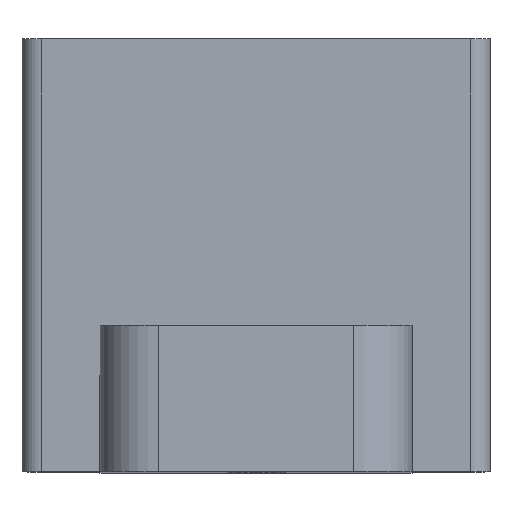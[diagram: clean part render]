
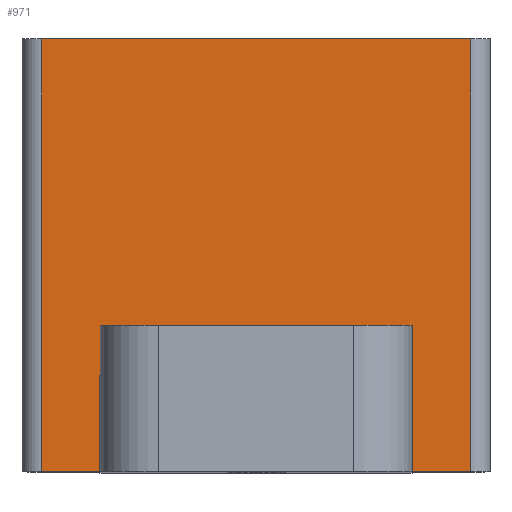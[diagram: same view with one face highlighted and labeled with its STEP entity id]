
A CAD part, top view. The second image highlights one B-rep face of the part: STEP entity #971.
In plain terms, the highlighted planar face has unit normal (0, 0, 1).
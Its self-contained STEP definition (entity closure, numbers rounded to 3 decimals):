
#27=PLANE('',#1050);
#73=FACE_OUTER_BOUND('',#128,.T.);
#128=EDGE_LOOP('',(#702,#703,#704,#705,#706,#707,#708,#709));
#187=LINE('',#1401,#307);
#192=LINE('',#1415,#312);
#195=LINE('',#1420,#315);
#196=LINE('',#1423,#316);
#197=LINE('',#1425,#317);
#198=LINE('',#1427,#318);
#199=LINE('',#1429,#319);
#200=LINE('',#1430,#320);
#307=VECTOR('',#1129,10.);
#312=VECTOR('',#1144,10.);
#315=VECTOR('',#1149,10.);
#316=VECTOR('',#1152,10.);
#317=VECTOR('',#1153,10.);
#318=VECTOR('',#1154,10.);
#319=VECTOR('',#1155,10.);
#320=VECTOR('',#1156,10.);
#449=VERTEX_POINT('',#1398);
#450=VERTEX_POINT('',#1400);
#454=VERTEX_POINT('',#1414);
#455=VERTEX_POINT('',#1418);
#456=VERTEX_POINT('',#1422);
#457=VERTEX_POINT('',#1424);
#458=VERTEX_POINT('',#1426);
#459=VERTEX_POINT('',#1428);
#542=EDGE_CURVE('',#450,#449,#187,.T.);
#549=EDGE_CURVE('',#454,#450,#192,.T.);
#552=EDGE_CURVE('',#449,#455,#195,.T.);
#553=EDGE_CURVE('',#455,#456,#196,.T.);
#554=EDGE_CURVE('',#457,#456,#197,.T.);
#555=EDGE_CURVE('',#458,#457,#198,.T.);
#556=EDGE_CURVE('',#459,#458,#199,.T.);
#557=EDGE_CURVE('',#459,#454,#200,.T.);
#702=ORIENTED_EDGE('',*,*,#542,.T.);
#703=ORIENTED_EDGE('',*,*,#552,.T.);
#704=ORIENTED_EDGE('',*,*,#553,.T.);
#705=ORIENTED_EDGE('',*,*,#554,.F.);
#706=ORIENTED_EDGE('',*,*,#555,.F.);
#707=ORIENTED_EDGE('',*,*,#556,.F.);
#708=ORIENTED_EDGE('',*,*,#557,.T.);
#709=ORIENTED_EDGE('',*,*,#549,.T.);
#971=ADVANCED_FACE('',(#73),#27,.T.);
#1050=AXIS2_PLACEMENT_3D('',#1421,#1150,#1151);
#1129=DIRECTION('',(1.,0.,0.));
#1144=DIRECTION('',(0.,1.,0.));
#1149=DIRECTION('',(0.,-1.,0.));
#1150=DIRECTION('center_axis',(0.,0.,1.));
#1151=DIRECTION('ref_axis',(1.,0.,0.));
#1152=DIRECTION('',(1.,0.,0.));
#1153=DIRECTION('',(0.,-1.,0.));
#1154=DIRECTION('',(1.,0.,0.));
#1155=DIRECTION('',(0.,1.,0.));
#1156=DIRECTION('',(1.,0.,0.));
#1398=CARTESIAN_POINT('',(32.379,6.5,17.579));
#1400=CARTESIAN_POINT('',(16.379,6.5,17.579));
#1401=CARTESIAN_POINT('',(22.379,6.5,17.579));
#1414=CARTESIAN_POINT('',(16.379,-1.,17.579));
#1415=CARTESIAN_POINT('',(16.379,3.25,17.579));
#1418=CARTESIAN_POINT('',(32.379,-1.,17.579));
#1420=CARTESIAN_POINT('',(32.379,-1.25,17.579));
#1421=CARTESIAN_POINT('Origin',(12.379,0.,17.579));
#1422=CARTESIAN_POINT('',(35.379,-1.,17.579));
#1423=CARTESIAN_POINT('',(18.379,-1.,17.579));
#1424=CARTESIAN_POINT('',(35.379,21.2,17.579));
#1425=CARTESIAN_POINT('',(35.379,0.,17.579));
#1426=CARTESIAN_POINT('',(13.379,21.2,17.579));
#1427=CARTESIAN_POINT('',(36.379,21.2,17.579));
#1428=CARTESIAN_POINT('',(13.379,-1.,17.579));
#1429=CARTESIAN_POINT('',(13.379,0.,17.579));
#1430=CARTESIAN_POINT('',(18.379,-1.,17.579));
